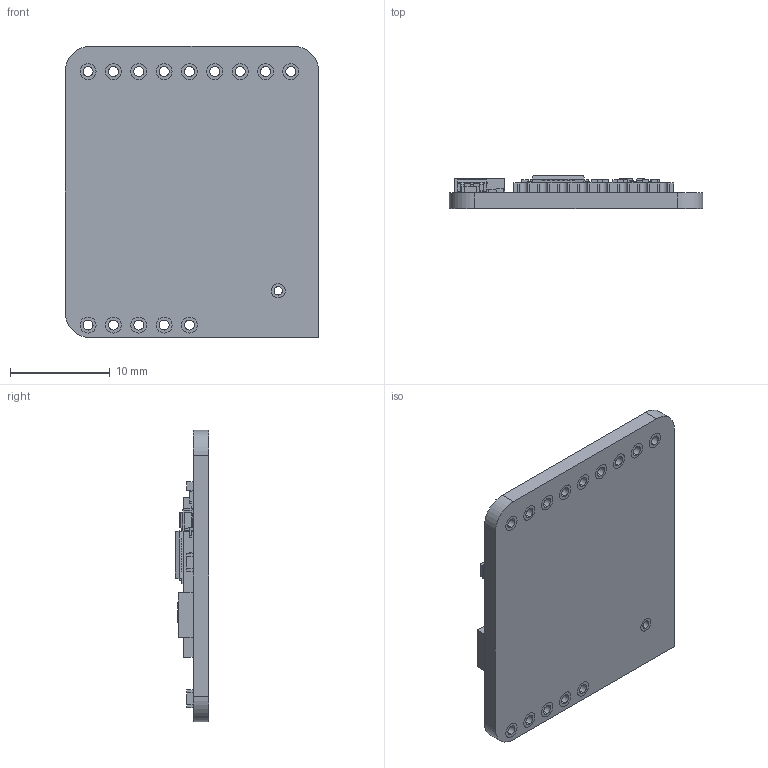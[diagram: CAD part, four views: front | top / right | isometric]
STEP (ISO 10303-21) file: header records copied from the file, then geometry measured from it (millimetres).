
FILE_DESCRIPTION (( 'STEP AP214' ), '1' );
FILE_NAME ('3070.STEP', '2023-10-24T12:48:41', ( '' ), ( '' ), 'SwSTEP 2.0', 'SolidWorks 2021', '' );
FILE_SCHEMA (( 'AUTOMOTIVE_DESIGN' ));
Length unit declared in the file: millimetre
Products named in the file (4): 3070; AP2112K-3.3_AP2112K-3.3; 3070_3070; RFM69HCW_RFM69HCW
Assembly tree (3 placements, depth 2):
  3070
    3070_3070
    RFM69HCW_RFM69HCW
    AP2112K-3.3_AP2112K-3.3
Bounding box: 25.4 x 3.37 x 29.21 mm (x, y, z)
Volume: 1458.5 mm3; surface area: 3089.6 mm2
Topology: 102 solids, 102 shells, 1182 faces, 2894 edges, 1919 vertices
Faces by surface type: plane 968, cylinder 214
Entity records: 35611 total; most frequent: CARTESIAN_POINT 6025, ORIENTED_EDGE 5788, DIRECTION 5674, EDGE_CURVE 2894, VECTOR 2474, LINE 2474, VERTEX_POINT 1919, AXIS2_PLACEMENT_3D 1600
